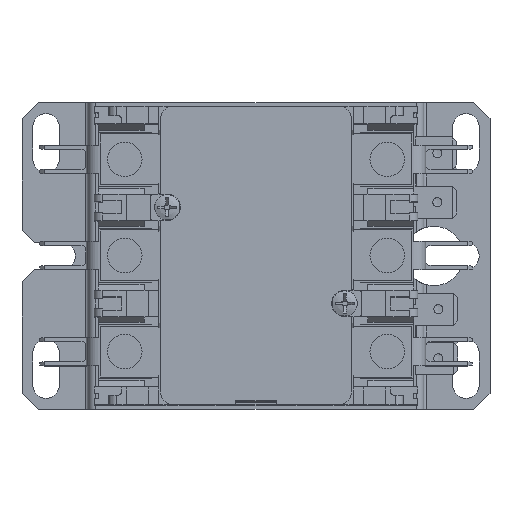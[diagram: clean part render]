
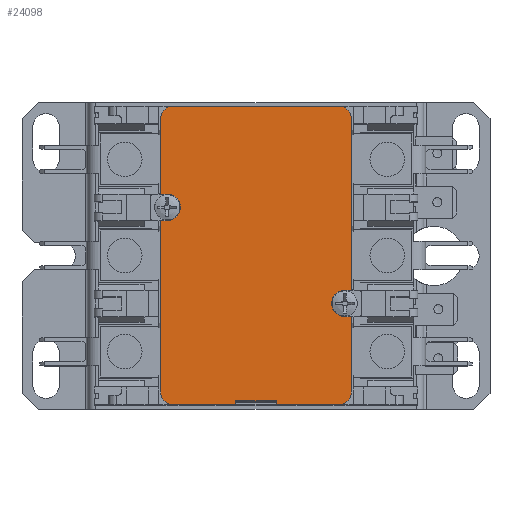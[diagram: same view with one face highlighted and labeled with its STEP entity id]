
A CAD part, top view. The second image highlights one B-rep face of the part: STEP entity #24098.
In plain terms, the highlighted planar face has unit normal (0, 0, 1).
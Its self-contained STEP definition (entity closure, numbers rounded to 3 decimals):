
#890=CIRCLE($,#25636,2.5);
#892=CIRCLE($,#25639,2.6);
#893=CIRCLE($,#25640,2.5);
#894=CIRCLE($,#25641,2.5);
#895=CIRCLE($,#25642,2.6);
#896=CIRCLE($,#25643,2.5);
#1476=FACE_OUTER_BOUND($,#2802,.T.);
#2802=EDGE_LOOP($,(#16594,#16595,#16596,#16597,#16598,#16599,#16600,#16601,
#16602,#16603,#16604,#16605,#16606,#16607,#16608,#16609,#16610,#16611,#16612,
#16613));
#4074=LINE($,#33680,#6737);
#4115=LINE($,#33767,#6778);
#4123=LINE($,#33783,#6786);
#4435=LINE($,#34802,#7098);
#4485=LINE($,#34903,#7148);
#4654=LINE($,#35302,#7317);
#4893=LINE($,#36235,#7556);
#4894=LINE($,#36239,#7557);
#4895=LINE($,#36241,#7558);
#4896=LINE($,#36244,#7559);
#4897=LINE($,#36246,#7560);
#4898=LINE($,#36247,#7561);
#4899=LINE($,#36250,#7562);
#4900=LINE($,#36253,#7563);
#6737=VECTOR($,#27188,32.5);
#6778=VECTOR($,#27237,12.31);
#6786=VECTOR($,#27245,12.31);
#7098=VECTOR($,#27859,33.7);
#7148=VECTOR($,#27933,14.8);
#7317=VECTOR($,#28228,14.8);
#7556=VECTOR($,#28991,1.3);
#7557=VECTOR($,#28994,1.3);
#7558=VECTOR($,#28995,33.7);
#7559=VECTOR($,#28998,0.8);
#7560=VECTOR($,#28999,7.88);
#7561=VECTOR($,#29000,0.8);
#7562=VECTOR($,#29003,1.3);
#7563=VECTOR($,#29006,1.3);
#9390=VERTEX_POINT($,#33677);
#9391=VERTEX_POINT($,#33679);
#9432=VERTEX_POINT($,#33764);
#9433=VERTEX_POINT($,#33766);
#9440=VERTEX_POINT($,#33780);
#9441=VERTEX_POINT($,#33782);
#9744=VERTEX_POINT($,#34799);
#9745=VERTEX_POINT($,#34801);
#9783=VERTEX_POINT($,#34900);
#9784=VERTEX_POINT($,#34902);
#9950=VERTEX_POINT($,#35299);
#9951=VERTEX_POINT($,#35301);
#10203=VERTEX_POINT($,#36234);
#10204=VERTEX_POINT($,#36236);
#10205=VERTEX_POINT($,#36238);
#10206=VERTEX_POINT($,#36240);
#10207=VERTEX_POINT($,#36243);
#10208=VERTEX_POINT($,#36245);
#10209=VERTEX_POINT($,#36249);
#10210=VERTEX_POINT($,#36251);
#11573=EDGE_CURVE($,#9390,#9391,#4074,.T.);
#11616=EDGE_CURVE($,#9432,#9433,#4115,.T.);
#11624=EDGE_CURVE($,#9440,#9441,#4123,.T.);
#12012=EDGE_CURVE($,#9744,#9745,#4435,.T.);
#12063=EDGE_CURVE($,#9783,#9784,#4485,.T.);
#12258=EDGE_CURVE($,#9950,#9951,#4654,.T.);
#12641=EDGE_CURVE($,#9784,#9390,#890,.T.);
#12643=EDGE_CURVE($,#9783,#10203,#4893,.T.);
#12644=EDGE_CURVE($,#10203,#10204,#892,.T.);
#12645=EDGE_CURVE($,#10204,#10205,#4894,.T.);
#12646=EDGE_CURVE($,#10206,#10205,#4895,.T.);
#12647=EDGE_CURVE($,#9441,#10206,#893,.T.);
#12648=EDGE_CURVE($,#9440,#10207,#4896,.T.);
#12649=EDGE_CURVE($,#10207,#10208,#4897,.T.);
#12650=EDGE_CURVE($,#10208,#9433,#4898,.T.);
#12651=EDGE_CURVE($,#9951,#9432,#894,.T.);
#12652=EDGE_CURVE($,#9950,#10209,#4899,.T.);
#12653=EDGE_CURVE($,#10209,#10210,#895,.T.);
#12654=EDGE_CURVE($,#10210,#9745,#4900,.T.);
#12655=EDGE_CURVE($,#9391,#9744,#896,.T.);
#16594=ORIENTED_EDGE($,*,*,#12641,.F.);
#16595=ORIENTED_EDGE($,*,*,#12063,.F.);
#16596=ORIENTED_EDGE($,*,*,#12643,.T.);
#16597=ORIENTED_EDGE($,*,*,#12644,.T.);
#16598=ORIENTED_EDGE($,*,*,#12645,.T.);
#16599=ORIENTED_EDGE($,*,*,#12646,.F.);
#16600=ORIENTED_EDGE($,*,*,#12647,.F.);
#16601=ORIENTED_EDGE($,*,*,#11624,.F.);
#16602=ORIENTED_EDGE($,*,*,#12648,.T.);
#16603=ORIENTED_EDGE($,*,*,#12649,.T.);
#16604=ORIENTED_EDGE($,*,*,#12650,.T.);
#16605=ORIENTED_EDGE($,*,*,#11616,.F.);
#16606=ORIENTED_EDGE($,*,*,#12651,.F.);
#16607=ORIENTED_EDGE($,*,*,#12258,.F.);
#16608=ORIENTED_EDGE($,*,*,#12652,.T.);
#16609=ORIENTED_EDGE($,*,*,#12653,.T.);
#16610=ORIENTED_EDGE($,*,*,#12654,.T.);
#16611=ORIENTED_EDGE($,*,*,#12012,.F.);
#16612=ORIENTED_EDGE($,*,*,#12655,.F.);
#16613=ORIENTED_EDGE($,*,*,#11573,.F.);
#21721=PLANE($,#25638);
#24098=ADVANCED_FACE($,(#1476),#21721,.F.);
#25636=AXIS2_PLACEMENT_3D($,#36231,#28985,#28986);
#25638=AXIS2_PLACEMENT_3D($,#36233,#28989,#28990);
#25639=AXIS2_PLACEMENT_3D($,#36237,#28992,#28993);
#25640=AXIS2_PLACEMENT_3D($,#36242,#28996,#28997);
#25641=AXIS2_PLACEMENT_3D($,#36248,#29001,#29002);
#25642=AXIS2_PLACEMENT_3D($,#36252,#29004,#29005);
#25643=AXIS2_PLACEMENT_3D($,#36254,#29007,#29008);
#27188=DIRECTION($,(1.,0.,0.));
#27237=DIRECTION($,(-1.,0.,0.));
#27245=DIRECTION($,(-1.,0.,0.));
#27859=DIRECTION($,(0.,-1.,0.));
#27933=DIRECTION($,(0.,1.,0.));
#28228=DIRECTION($,(0.,-1.,0.));
#28985=DIRECTION('center_axis',(0.,0.,
-1.));
#28986=DIRECTION('ref_axis',(-0.707,0.707,0.));
#28989=DIRECTION('center_axis',(0.,0.,
-1.));
#28990=DIRECTION('ref_axis',(0.,1.,0.));
#28991=DIRECTION($,(1.,0.,0.));
#28992=DIRECTION('center_axis',(0.,0.,
-1.));
#28993=DIRECTION('ref_axis',(0.,-1.,0.));
#28994=DIRECTION($,(-1.,0.,0.));
#28995=DIRECTION($,(0.,1.,0.));
#28996=DIRECTION('center_axis',(0.,0.,
-1.));
#28997=DIRECTION('ref_axis',(-0.707,-0.707,0.));
#28998=DIRECTION($,(0.,1.,0.));
#28999=DIRECTION($,(1.,0.,0.));
#29000=DIRECTION($,(0.,-1.,0.));
#29001=DIRECTION('center_axis',(0.,0.,
-1.));
#29002=DIRECTION('ref_axis',(0.707,-0.707,0.));
#29003=DIRECTION($,(-1.,0.,0.));
#29004=DIRECTION('center_axis',(0.,0.,
-1.));
#29005=DIRECTION('ref_axis',(0.,-1.,0.));
#29006=DIRECTION($,(1.,0.,0.));
#29007=DIRECTION('center_axis',(0.,0.,
-1.));
#29008=DIRECTION('ref_axis',(0.707,0.707,0.));
#33677=CARTESIAN_POINT('',(-16.25,29.35,73.92));
#33679=CARTESIAN_POINT('',(16.25,29.35,73.92));
#33680=CARTESIAN_POINT($,(-18.75,29.35,73.92));
#33764=CARTESIAN_POINT('',(16.25,-29.35,73.92));
#33766=CARTESIAN_POINT('',(3.94,-29.35,73.92));
#33767=CARTESIAN_POINT($,(18.75,-29.35,73.92));
#33780=CARTESIAN_POINT('',(-3.94,-29.35,73.92));
#33782=CARTESIAN_POINT('',(-16.25,-29.35,73.92));
#33783=CARTESIAN_POINT($,(18.75,-29.35,73.92));
#34799=CARTESIAN_POINT('',(18.75,26.85,73.92));
#34801=CARTESIAN_POINT('',(18.75,-6.85,73.92));
#34802=CARTESIAN_POINT($,(18.75,29.35,73.92));
#34900=CARTESIAN_POINT('',(-18.75,12.05,73.92));
#34902=CARTESIAN_POINT('',(-18.75,26.85,73.92));
#34903=CARTESIAN_POINT($,(-18.75,-29.35,73.92));
#35299=CARTESIAN_POINT('',(18.75,-12.05,73.92));
#35301=CARTESIAN_POINT('',(18.75,-26.85,73.92));
#35302=CARTESIAN_POINT($,(18.75,29.35,73.92));
#36231=CARTESIAN_POINT('Origin',(-16.25,26.85,73.92));
#36233=CARTESIAN_POINT('Origin',(0.,0.,73.92));
#36234=CARTESIAN_POINT('',(-17.45,12.05,73.92));
#36235=CARTESIAN_POINT($,(-8.725,12.05,73.92));
#36236=CARTESIAN_POINT('',(-17.45,6.85,73.92));
#36237=CARTESIAN_POINT('Origin',(-17.45,9.45,73.92));
#36238=CARTESIAN_POINT('',(-18.75,6.85,73.92));
#36239=CARTESIAN_POINT($,(-10.325,6.85,73.92));
#36240=CARTESIAN_POINT('',(-18.75,-26.85,73.92));
#36241=CARTESIAN_POINT($,(-18.75,-29.35,73.92));
#36242=CARTESIAN_POINT('Origin',(-16.25,-26.85,73.92));
#36243=CARTESIAN_POINT('',(-3.94,-28.55,73.92));
#36244=CARTESIAN_POINT($,(-3.94,-14.275,73.92));
#36245=CARTESIAN_POINT('',(3.94,-28.55,73.92));
#36246=CARTESIAN_POINT($,(1.97,-28.55,73.92));
#36247=CARTESIAN_POINT($,(3.94,-14.675,73.92));
#36248=CARTESIAN_POINT('Origin',(16.25,-26.85,73.92));
#36249=CARTESIAN_POINT('',(17.45,-12.05,73.92));
#36250=CARTESIAN_POINT($,(8.725,-12.05,73.92));
#36251=CARTESIAN_POINT('',(17.45,-6.85,73.92));
#36252=CARTESIAN_POINT('Origin',(17.45,-9.45,73.92));
#36253=CARTESIAN_POINT($,(10.325,-6.85,73.92));
#36254=CARTESIAN_POINT('Origin',(16.25,26.85,73.92));
